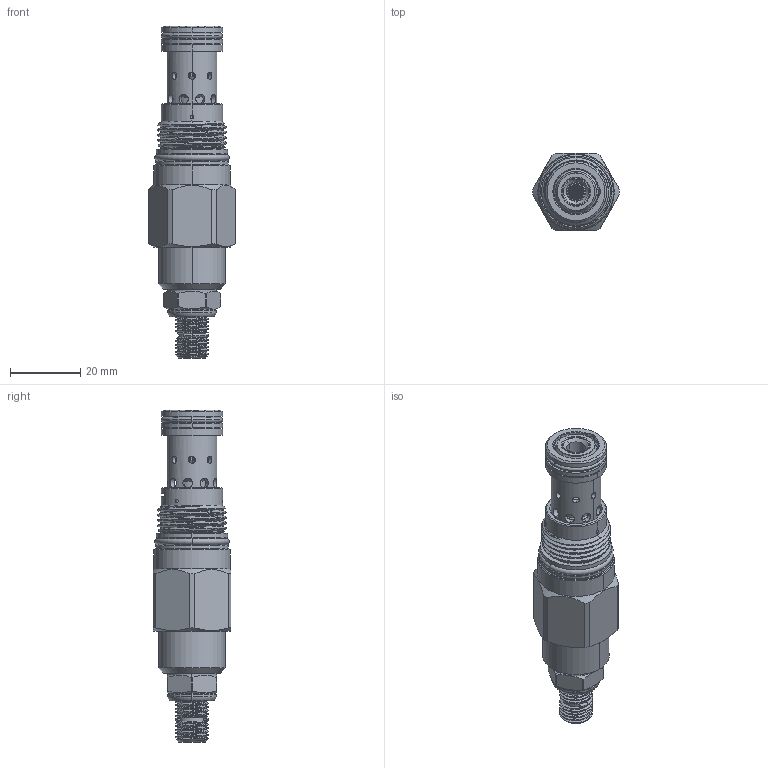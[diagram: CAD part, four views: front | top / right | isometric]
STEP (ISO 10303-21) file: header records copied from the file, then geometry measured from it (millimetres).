
FILE_DESCRIPTION (( 'STEP AP203' ), '1' );
FILE_NAME ('RC10A2G-L.STEP', '2020-03-24T02:50:24', ( '' ), ( '' ), 'SwSTEP 2.0', 'SolidWorks 2018', '' );
FILE_SCHEMA (( 'CONFIG_CONTROL_DESIGN' ));
Products named in the file (1): RC10A2G-L
Bounding box: 24.79 x 22.22 x 94.77 mm (x, y, z)
Volume: 21682.9 mm3; surface area: 12702.1 mm2
Topology: 9 solids, 9 shells, 870 faces, 2397 edges, 1518 vertices
Faces by surface type: cylinder 614, cone 96, plane 87, torus 54, sphere 10, bspline 9
Entity records: 60094 total; most frequent: CARTESIAN_POINT 38854, ORIENTED_EDGE 4786, DIRECTION 3595, EDGE_CURVE 2393, VERTEX_POINT 1518, AXIS2_PLACEMENT_3D 1410, EDGE_LOOP 1305, B_SPLINE_CURVE_WITH_KNOTS 1002
